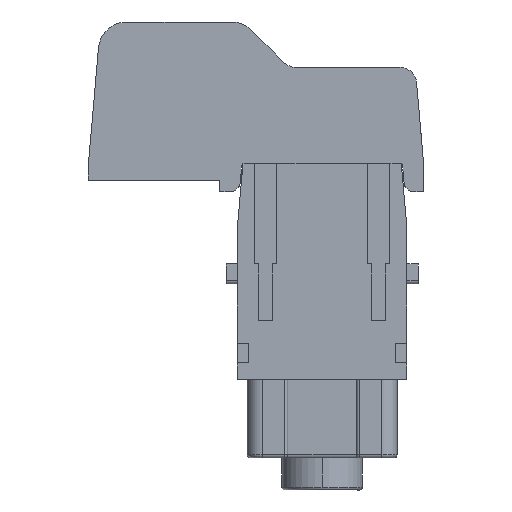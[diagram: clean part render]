
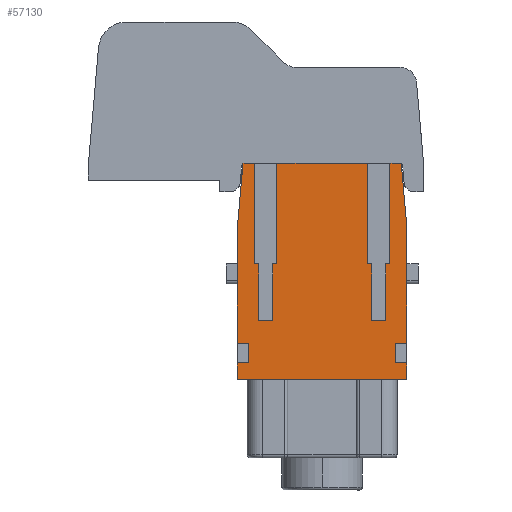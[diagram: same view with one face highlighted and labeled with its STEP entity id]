
A CAD part, left-side view. The second image highlights one B-rep face of the part: STEP entity #57130.
In plain terms, the highlighted planar face has unit normal (-1, 0, 0).
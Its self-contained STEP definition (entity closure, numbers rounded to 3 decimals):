
#5970=CARTESIAN_POINT('',(26.648,58.057,-32.));
#5980=DIRECTION('',(0.,1.,0.));
#5990=VECTOR('',#5980,1.);
#6000=LINE('',#5970,#5990);
#6010=CARTESIAN_POINT('',(26.648,64.257,-32.));
#6020=VERTEX_POINT('',#6010);
#6030=CARTESIAN_POINT('',(26.648,84.627,-32.));
#6040=VERTEX_POINT('',#6030);
#6050=EDGE_CURVE('',#6020,#6040,#6000,.T.);
#6270=CARTESIAN_POINT('',(26.648,60.757,-32.));
#6280=VERTEX_POINT('',#6270);
#6310=CARTESIAN_POINT('',(26.648,58.057,-32.));
#6320=DIRECTION('',(-0.,-1.,0.));
#6330=VECTOR('',#6320,1.);
#6340=LINE('',#6310,#6330);
#6350=CARTESIAN_POINT('',(26.648,57.757,-32.));
#6360=VERTEX_POINT('',#6350);
#6370=EDGE_CURVE('',#6280,#6360,#6340,.T.);
#13100=CARTESIAN_POINT('',(26.648,58.057,-5.));
#13110=DIRECTION('',(0.,1.,0.));
#13120=VECTOR('',#13110,1.);
#13130=LINE('',#13100,#13120);
#13140=CARTESIAN_POINT('',(26.648,78.257,-5.));
#13150=VERTEX_POINT('',#13140);
#13160=CARTESIAN_POINT('',(26.648,96.057,-5.));
#13170=VERTEX_POINT('',#13160);
#13180=EDGE_CURVE('',#13150,#13170,#13130,.T.);
#19810=CARTESIAN_POINT('',(26.648,64.257,-4.559)
);
#19820=DIRECTION('',(-0.,0.,-1.));
#19830=VECTOR('',#19820,1.);
#19840=LINE('',#19810,#19830);
#19850=CARTESIAN_POINT('',(26.648,64.257,-30.));
#19860=VERTEX_POINT('',#19850);
#19870=EDGE_CURVE('',#19860,#6020,#19840,.T.);
#34230=CARTESIAN_POINT('',(26.648,57.757,-2.));
#34240=VERTEX_POINT('',#34230);
#34270=CARTESIAN_POINT('',(26.648,79.057,-2.));
#34280=DIRECTION('',(0.,-1.,0.));
#34290=VECTOR('',#34280,1.);
#34300=LINE('',#34270,#34290);
#34310=CARTESIAN_POINT('',(26.648,60.757,-2.));
#34320=VERTEX_POINT('',#34310);
#34330=EDGE_CURVE('',#34320,#34240,#34300,.T.);
#34550=CARTESIAN_POINT('',(26.648,64.257,-2.)
);
#34560=VERTEX_POINT('',#34550);
#34590=CARTESIAN_POINT('',(26.648,58.057,-2.));
#34600=DIRECTION('',(0.,1.,0.));
#34610=VECTOR('',#34600,1.);
#34620=LINE('',#34590,#34610);
#34630=CARTESIAN_POINT('',(26.648,84.627,-2.)
);
#34640=VERTEX_POINT('',#34630);
#34650=EDGE_CURVE('',#34560,#34640,#34620,.T.);
#34940=CARTESIAN_POINT('',(26.648,78.257,-25.75));
#34950=VERTEX_POINT('',#34940);
#35100=CARTESIAN_POINT('',(26.648,78.257,-25.));
#35110=VERTEX_POINT('',#35100);
#35140=CARTESIAN_POINT('',(26.648,78.257,-25.75));
#35150=DIRECTION('',(0.,0.,1.));
#35160=VECTOR('',#35150,1.);
#35170=LINE('',#35140,#35160);
#35180=EDGE_CURVE('',#34950,#35110,#35170,.T.);
#35550=CARTESIAN_POINT('',(26.648,96.057,-25.));
#35560=VERTEX_POINT('',#35550);
#35590=CARTESIAN_POINT('',(26.648,58.057,-25.));
#35600=DIRECTION('',(0.,1.,0.));
#35610=VECTOR('',#35600,1.);
#35620=LINE('',#35590,#35610);
#35630=EDGE_CURVE('',#35110,#35560,#35620,.T.);
#37350=CARTESIAN_POINT('',(26.648,78.257,-29.));
#37360=VERTEX_POINT('',#37350);
#37390=CARTESIAN_POINT('',(26.648,58.057,-29.));
#37400=DIRECTION('',(0.,-1.,0.));
#37410=VECTOR('',#37400,1.);
#37420=LINE('',#37390,#37410);
#37430=CARTESIAN_POINT('',(26.648,96.057,-29.));
#37440=VERTEX_POINT('',#37430);
#37450=EDGE_CURVE('',#37440,#37360,#37420,.T.);
#41860=CARTESIAN_POINT('',(26.648,78.257,-9.));
#41870=VERTEX_POINT('',#41860);
#41900=CARTESIAN_POINT('',(26.648,58.057,-9.));
#41910=DIRECTION('',(0.,-1.,0.));
#41920=VECTOR('',#41910,1.);
#41930=LINE('',#41900,#41920);
#41940=CARTESIAN_POINT('',(26.648,96.057,-9.));
#41950=VERTEX_POINT('',#41940);
#41960=EDGE_CURVE('',#41950,#41870,#41930,.T.);
#45040=CARTESIAN_POINT('',(26.648,57.757,-4.559));
#45050=DIRECTION('',(0.,0.,1.));
#45060=VECTOR('',#45050,1.);
#45070=LINE('',#45040,#45060);
#45080=EDGE_CURVE('',#6360,#34240,#45070,.T.);
#48700=CARTESIAN_POINT('',(26.648,78.257,-5.75));
#48710=DIRECTION('',(0.,0.,1.));
#48720=VECTOR('',#48710,1.);
#48730=LINE('',#48700,#48720);
#48740=CARTESIAN_POINT('',(26.648,78.257,-5.75));
#48750=VERTEX_POINT('',#48740);
#48760=EDGE_CURVE('',#48750,#13150,#48730,.T.);
#49200=CARTESIAN_POINT('',(26.648,78.257,-8.25));
#49210=VERTEX_POINT('',#49200);
#49240=CARTESIAN_POINT('',(26.648,78.257,-8.25));
#49250=DIRECTION('',(0.,0.,-1.));
#49260=VECTOR('',#49250,1.);
#49270=LINE('',#49240,#49260);
#49280=EDGE_CURVE('',#49210,#41870,#49270,.T.);
#50710=CARTESIAN_POINT('',(26.648,78.257,-5.75));
#50720=DIRECTION('',(0.,-1.,0.));
#50730=VECTOR('',#50720,1.);
#50740=LINE('',#50710,#50730);
#50750=CARTESIAN_POINT('',(26.648,68.257,-5.75));
#50760=VERTEX_POINT('',#50750);
#50770=EDGE_CURVE('',#48750,#50760,#50740,.T.);
#51210=CARTESIAN_POINT('',(26.648,68.257,-8.25));
#51220=VERTEX_POINT('',#51210);
#51250=CARTESIAN_POINT('',(26.648,78.257,-8.25));
#51260=DIRECTION('',(0.,-1.,0.));
#51270=VECTOR('',#51260,1.);
#51280=LINE('',#51250,#51270);
#51290=EDGE_CURVE('',#49210,#51220,#51280,.T.);
#51780=CARTESIAN_POINT('',(26.648,96.057,-3.));
#51790=VERTEX_POINT('',#51780);
#52090=CARTESIAN_POINT('',(26.648,58.057,0.325));
#52100=DIRECTION('',(0.,-0.996,0.087));
#52110=VECTOR('',#52100,1.);
#52120=LINE('',#52090,#52110);
#52130=EDGE_CURVE('',#51790,#34640,#52120,.T.);
#52370=CARTESIAN_POINT('',(26.648,68.257,-0.438));
#52380=DIRECTION('',(0.,0.,-1.));
#52390=VECTOR('',#52380,1.);
#52400=LINE('',#52370,#52390);
#52410=EDGE_CURVE('',#50760,#51220,#52400,.T.);
#54000=CARTESIAN_POINT('',(26.648,64.257,-4.559)
);
#54010=DIRECTION('',(-0.,0.,-1.));
#54020=VECTOR('',#54010,1.);
#54030=LINE('',#54000,#54020);
#54040=CARTESIAN_POINT('',(26.648,64.257,-4.)
);
#54050=VERTEX_POINT('',#54040);
#54060=EDGE_CURVE('',#34560,#54050,#54030,.T.);
#54390=CARTESIAN_POINT('',(26.648,60.757,-0.438));
#54400=DIRECTION('',(0.,0.,-1.));
#54410=VECTOR('',#54400,1.);
#54420=LINE('',#54390,#54410);
#54430=CARTESIAN_POINT('',(26.648,60.757,-4.));
#54440=VERTEX_POINT('',#54430);
#54450=EDGE_CURVE('',#34320,#54440,#54420,.T.);
#54840=CARTESIAN_POINT('',(26.648,58.057,-4.));
#54850=DIRECTION('',(0.,-1.,0.));
#54860=VECTOR('',#54850,1.);
#54870=LINE('',#54840,#54860);
#54880=EDGE_CURVE('',#54050,#54440,#54870,.T.);
#55360=CARTESIAN_POINT('',(26.648,60.757,-30.));
#55370=VERTEX_POINT('',#55360);
#55400=CARTESIAN_POINT('',(26.648,60.757,-0.438));
#55410=DIRECTION('',(0.,0.,-1.));
#55420=VECTOR('',#55410,1.);
#55430=LINE('',#55400,#55420);
#55440=EDGE_CURVE('',#55370,#6280,#55430,.T.);
#55870=CARTESIAN_POINT('',(26.648,58.057,-30.));
#55880=DIRECTION('',(0.,1.,0.));
#55890=VECTOR('',#55880,1.);
#55900=LINE('',#55870,#55890);
#55910=EDGE_CURVE('',#55370,#19860,#55900,.T.);
#56230=CARTESIAN_POINT('',(26.648,78.257,-28.25));
#56240=VERTEX_POINT('',#56230);
#56270=CARTESIAN_POINT('',(26.648,78.257,-28.25));
#56280=DIRECTION('',(0.,0.,-1.));
#56290=VECTOR('',#56280,1.);
#56300=LINE('',#56270,#56290);
#56310=EDGE_CURVE('',#56240,#37360,#56300,.T.);
#56430=CARTESIAN_POINT('',(26.648,79.057,-2.));
#56440=DIRECTION('',(-1.,0.,-0.));
#56450=DIRECTION('',(0.,0.,-1.));
#56460=AXIS2_PLACEMENT_3D('',#56430,#56440,#56450);
#56470=PLANE('',#56460);
#56480=ORIENTED_EDGE('',*,*,#56310,.T.);
#56490=CARTESIAN_POINT('',(26.648,78.257,-28.25));
#56500=DIRECTION('',(0.,-1.,0.));
#56510=VECTOR('',#56500,1.);
#56520=LINE('',#56490,#56510);
#56530=CARTESIAN_POINT('',(26.648,68.257,-28.25));
#56540=VERTEX_POINT('',#56530);
#56550=EDGE_CURVE('',#56240,#56540,#56520,.T.);
#56560=ORIENTED_EDGE('',*,*,#56550,.F.);
#56570=CARTESIAN_POINT('',(26.648,68.257,-0.438));
#56580=DIRECTION('',(0.,0.,-1.));
#56590=VECTOR('',#56580,1.);
#56600=LINE('',#56570,#56590);
#56610=CARTESIAN_POINT('',(26.648,68.257,-25.75));
#56620=VERTEX_POINT('',#56610);
#56630=EDGE_CURVE('',#56620,#56540,#56600,.T.);
#56640=ORIENTED_EDGE('',*,*,#56630,.T.);
#56650=CARTESIAN_POINT('',(26.648,78.257,-25.75));
#56660=DIRECTION('',(0.,-1.,0.));
#56670=VECTOR('',#56660,1.);
#56680=LINE('',#56650,#56670);
#56690=EDGE_CURVE('',#34950,#56620,#56680,.T.);
#56700=ORIENTED_EDGE('',*,*,#56690,.T.);
#56710=ORIENTED_EDGE('',*,*,#35180,.F.);
#56720=ORIENTED_EDGE('',*,*,#35630,.F.);
#56730=CARTESIAN_POINT('',(26.648,96.057,-4.559)
);
#56740=DIRECTION('',(0.,0.,-1.));
#56750=VECTOR('',#56740,1.);
#56760=LINE('',#56730,#56750);
#56770=EDGE_CURVE('',#41950,#35560,#56760,.T.);
#56780=ORIENTED_EDGE('',*,*,#56770,.T.);
#56790=ORIENTED_EDGE('',*,*,#41960,.F.);
#56800=ORIENTED_EDGE('',*,*,#49280,.T.);
#56810=ORIENTED_EDGE('',*,*,#51290,.F.);
#56820=ORIENTED_EDGE('',*,*,#52410,.T.);
#56830=ORIENTED_EDGE('',*,*,#50770,.T.);
#56840=ORIENTED_EDGE('',*,*,#48760,.F.);
#56850=ORIENTED_EDGE('',*,*,#13180,.F.);
#56860=EDGE_CURVE('',#51790,#13170,#56760,.T.);
#56870=ORIENTED_EDGE('',*,*,#56860,.T.);
#56880=ORIENTED_EDGE('',*,*,#52130,.F.);
#56890=ORIENTED_EDGE('',*,*,#34650,.T.);
#56900=ORIENTED_EDGE('',*,*,#54060,.F.);
#56910=ORIENTED_EDGE('',*,*,#54880,.F.);
#56920=ORIENTED_EDGE('',*,*,#54450,.T.);
#56930=ORIENTED_EDGE('',*,*,#34330,.F.);
#56940=ORIENTED_EDGE('',*,*,#45080,.T.);
#56950=ORIENTED_EDGE('',*,*,#6370,.T.);
#56960=ORIENTED_EDGE('',*,*,#55440,.T.);
#56970=ORIENTED_EDGE('',*,*,#55910,.F.);
#56980=ORIENTED_EDGE('',*,*,#19870,.F.);
#56990=ORIENTED_EDGE('',*,*,#6050,.F.);
#57000=CARTESIAN_POINT('',(26.648,58.057,-34.325));
#57010=DIRECTION('',(0.,0.996,0.087));
#57020=VECTOR('',#57010,1.);
#57030=LINE('',#57000,#57020);
#57040=CARTESIAN_POINT('',(26.648,96.057,-31.));
#57050=VERTEX_POINT('',#57040);
#57060=EDGE_CURVE('',#6040,#57050,#57030,.T.);
#57070=ORIENTED_EDGE('',*,*,#57060,.F.);
#57080=EDGE_CURVE('',#37440,#57050,#56760,.T.);
#57090=ORIENTED_EDGE('',*,*,#57080,.T.);
#57100=ORIENTED_EDGE('',*,*,#37450,.F.);
#57110=EDGE_LOOP('',(#57100,#57090,#57070,#56990,#56980,#56970,#56960,
#56950,#56940,#56930,#56920,#56910,#56900,#56890,#56880,#56870,#56850,
#56840,#56830,#56820,#56810,#56800,#56790,#56780,#56720,#56710,#56700,
#56640,#56560,#56480));
#57120=FACE_OUTER_BOUND('',#57110,.T.);
#57130=ADVANCED_FACE('',(#57120),#56470,.T.);
